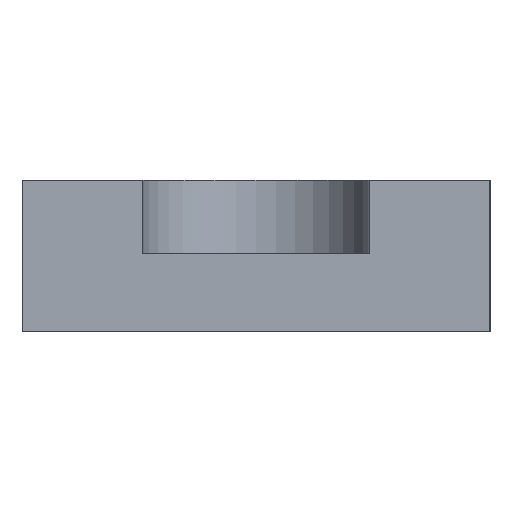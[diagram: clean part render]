
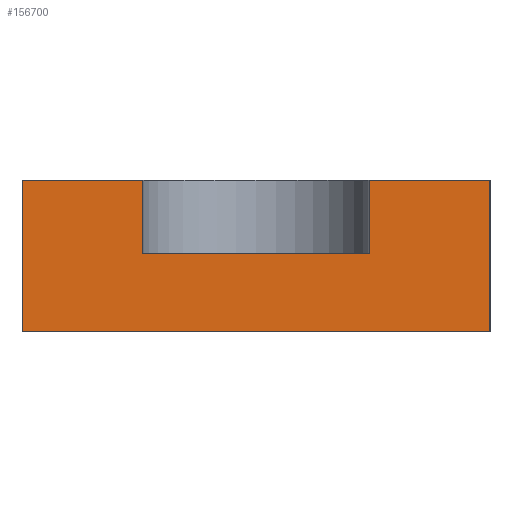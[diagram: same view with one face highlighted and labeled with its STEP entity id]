
A CAD part, left-side view. The second image highlights one B-rep face of the part: STEP entity #156700.
In plain terms, the highlighted planar face has unit normal (-1, 0, 0).
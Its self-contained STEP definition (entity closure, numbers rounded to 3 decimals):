
#120=CARTESIAN_POINT('',(-59.94,-4.5,0.08));
#130=VERTEX_POINT('',#120);
#290=CARTESIAN_POINT('',(-59.94,4.5,0.08));
#300=VERTEX_POINT('',#290);
#330=CARTESIAN_POINT('',(-59.94,9.27,0.08));
#340=DIRECTION('',(0.,-1.,0.));
#350=VECTOR('',#340,1.);
#360=LINE('',#330,#350);
#370=CARTESIAN_POINT('',(-59.94,9.27,0.08));
#380=VERTEX_POINT('',#370);
#390=EDGE_CURVE('',#380,#300,#360,.T.);
#900=CARTESIAN_POINT('',(-59.94,-9.27,0.08));
#910=VERTEX_POINT('',#900);
#940=EDGE_CURVE('',#130,#910,#360,.T.);
#2080=CARTESIAN_POINT('',(-59.94,-4.5,-2.84));
#2090=VERTEX_POINT('',#2080);
#2210=CARTESIAN_POINT('',(-59.94,-4.5,0.));
#2220=DIRECTION('',(0.,0.,-1.));
#2230=VECTOR('',#2220,1.);
#2240=LINE('',#2210,#2230);
#2250=EDGE_CURVE('',#130,#2090,#2240,.T.);
#2560=CARTESIAN_POINT('',(-59.94,4.5,-2.84));
#2570=VERTEX_POINT('',#2560);
#2680=CARTESIAN_POINT('',(-59.94,0.,-2.84));
#2690=DIRECTION('',(0.,1.,0.));
#2700=VECTOR('',#2690,1.);
#2710=LINE('',#2680,#2700);
#2720=EDGE_CURVE('',#2090,#2570,#2710,.T.);
#2900=CARTESIAN_POINT('',(-59.94,4.5,0.));
#2910=DIRECTION('',(0.,0.,1.));
#2920=VECTOR('',#2910,1.);
#2930=LINE('',#2900,#2920);
#2940=EDGE_CURVE('',#2570,#300,#2930,.T.);
#156360=CARTESIAN_POINT('',(-59.94,-9.27,0.));
#156370=DIRECTION('',(-1.,0.,0.));
#156380=DIRECTION('',(0.,1.,0.));
#156390=AXIS2_PLACEMENT_3D('',#156360,#156370,#156380);
#156400=PLANE('',#156390);
#156410=CARTESIAN_POINT('',(-59.94,9.27,-5.94));
#156420=DIRECTION('',(0.,-1.,0.));
#156430=VECTOR('',#156420,1.);
#156440=LINE('',#156410,#156430);
#156450=CARTESIAN_POINT('',(-59.94,9.27,-5.94));
#156460=VERTEX_POINT('',#156450);
#156470=CARTESIAN_POINT('',(-59.94,-9.27,-5.94));
#156480=VERTEX_POINT('',#156470);
#156490=EDGE_CURVE('',#156460,#156480,#156440,.T.);
#156500=ORIENTED_EDGE('',*,*,#156490,.T.);
#156510=CARTESIAN_POINT('',(-59.94,9.27,0.));
#156520=DIRECTION('',(0.,0.,1.));
#156530=VECTOR('',#156520,1.);
#156540=LINE('',#156510,#156530);
#156550=EDGE_CURVE('',#156460,#380,#156540,.T.);
#156560=ORIENTED_EDGE('',*,*,#156550,.F.);
#156570=ORIENTED_EDGE('',*,*,#390,.F.);
#156580=ORIENTED_EDGE('',*,*,#2940,.T.);
#156590=ORIENTED_EDGE('',*,*,#2720,.T.);
#156600=ORIENTED_EDGE('',*,*,#2250,.T.);
#156610=ORIENTED_EDGE('',*,*,#940,.F.);
#156620=CARTESIAN_POINT('',(-59.94,-9.27,0.));
#156630=DIRECTION('',(0.,0.,1.));
#156640=VECTOR('',#156630,1.);
#156650=LINE('',#156620,#156640);
#156660=EDGE_CURVE('',#156480,#910,#156650,.T.);
#156670=ORIENTED_EDGE('',*,*,#156660,.T.);
#156680=EDGE_LOOP('',(#156670,#156610,#156600,#156590,#156580,#156570,
#156560,#156500));
#156690=FACE_OUTER_BOUND('',#156680,.T.);
#156700=ADVANCED_FACE('',(#156690),#156400,.T.);
